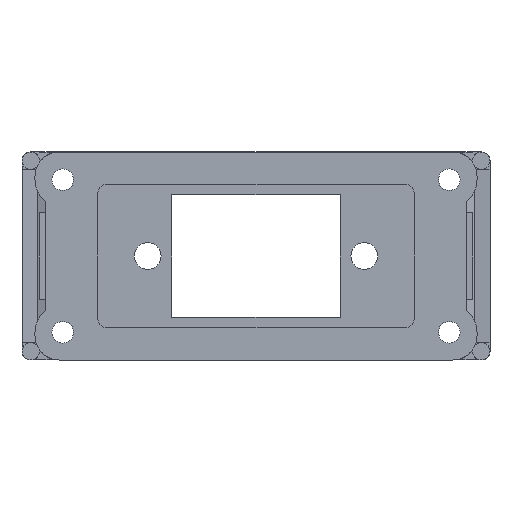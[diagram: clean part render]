
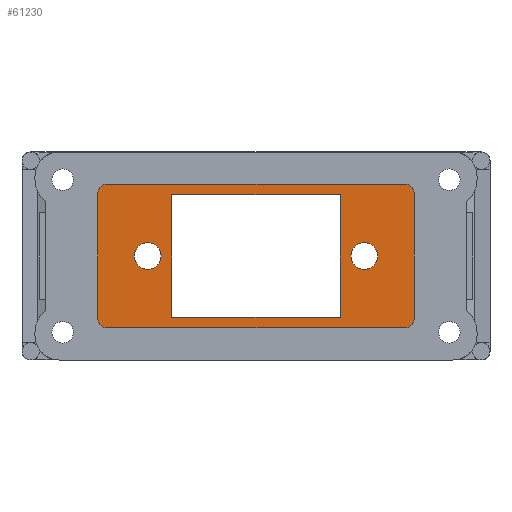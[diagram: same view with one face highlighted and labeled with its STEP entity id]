
A CAD part, front view. The second image highlights one B-rep face of the part: STEP entity #61230.
In plain terms, the highlighted face is planar.
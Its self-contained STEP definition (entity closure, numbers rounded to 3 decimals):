
#12620=CARTESIAN_POINT('',(-216.761,271.399,
0.2));
#12630=VERTEX_POINT('',#12620);
#12810=CARTESIAN_POINT('',(-217.761,272.399,
0.2));
#12820=VERTEX_POINT('',#12810);
#12850=CARTESIAN_POINT('',(-217.761,271.399,
0.2));
#12860=DIRECTION('',(0.,0.,-1.));
#12870=DIRECTION('',(0.,1.,0.));
#12880=AXIS2_PLACEMENT_3D('',#12850,#12860,#12870);
#12890=CIRCLE('',#12880,1.);
#12900=EDGE_CURVE('',#12820,#12630,#12890,.T.);
#15680=CARTESIAN_POINT('',(-226.611,266.659,
0.2));
#15690=VERTEX_POINT('',#15680);
#15720=CARTESIAN_POINT('',(-225.061,266.659,
0.2));
#15730=DIRECTION('',(0.,0.,1.));
#15740=DIRECTION('',(1.,0.,0.));
#15750=AXIS2_PLACEMENT_3D('',#15720,#15730,#15740);
#15760=CIRCLE('',#15750,1.55);
#15770=CARTESIAN_POINT('',(-223.511,266.659,
0.2));
#15780=VERTEX_POINT('',#15770);
#15790=EDGE_CURVE('',#15690,#15780,#15760,.T.);
#27150=CARTESIAN_POINT('',(-233.361,236.919,
0.2));
#27160=VERTEX_POINT('',#27150);
#27340=CARTESIAN_POINT('',(-232.361,235.919,
0.2));
#27350=VERTEX_POINT('',#27340);
#27380=CARTESIAN_POINT('',(-232.361,236.919,
0.2));
#27390=DIRECTION('',(0.,0.,-1.));
#27400=DIRECTION('',(0.,1.,0.));
#27410=AXIS2_PLACEMENT_3D('',#27380,#27390,#27400);
#27420=CIRCLE('',#27410,1.);
#27430=EDGE_CURVE('',#27350,#27160,#27420,.T.);
#40870=CARTESIAN_POINT('',(-218.011,244.459,0.2));
#40880=VERTEX_POINT('',#40870);
#40910=CARTESIAN_POINT('',(-218.011,224.19,0.2));
#40920=DIRECTION('',(0.,1.,0.));
#40930=VECTOR('',#40920,1.);
#40940=LINE('',#40910,#40930);
#40950=CARTESIAN_POINT('',(-218.011,263.859,0.2));
#40960=VERTEX_POINT('',#40950);
#40970=EDGE_CURVE('',#40880,#40960,#40940,.T.);
#43790=CARTESIAN_POINT('',(-232.361,272.399,
0.2));
#43800=VERTEX_POINT('',#43790);
#43980=CARTESIAN_POINT('',(-233.361,271.399,
0.2));
#43990=VERTEX_POINT('',#43980);
#44020=CARTESIAN_POINT('',(-232.361,271.399,
0.2));
#44030=DIRECTION('',(0.,0.,-1.));
#44040=DIRECTION('',(0.,1.,0.));
#44050=AXIS2_PLACEMENT_3D('',#44020,#44030,#44040);
#44060=CIRCLE('',#44050,1.);
#44070=EDGE_CURVE('',#43990,#43800,#44060,.T.);
#47160=CARTESIAN_POINT('',(-217.761,235.919,
0.2));
#47170=VERTEX_POINT('',#47160);
#47200=CARTESIAN_POINT('',(-225.561,235.919,
0.2));
#47210=DIRECTION('',(1.,0.,0.));
#47220=VECTOR('',#47210,1.);
#47230=LINE('',#47200,#47220);
#47240=EDGE_CURVE('',#27350,#47170,#47230,.T.);
#53990=CARTESIAN_POINT('',(-225.561,263.859,0.2));
#54000=DIRECTION('',(1.,0.,0.));
#54010=VECTOR('',#54000,1.);
#54020=LINE('',#53990,#54010);
#54030=CARTESIAN_POINT('',(-232.111,263.859,0.2));
#54040=VERTEX_POINT('',#54030);
#54050=EDGE_CURVE('',#54040,#40960,#54020,.T.);
#60470=CARTESIAN_POINT('',(-231.172,279.174,
0.2));
#60480=DIRECTION('',(0.,0.,1.));
#60490=DIRECTION('',(1.,0.,0.));
#60500=AXIS2_PLACEMENT_3D('',#60470,#60480,#60490);
#60510=PLANE('',#60500);
#60520=CARTESIAN_POINT('',(-232.111,224.19,0.2));
#60530=DIRECTION('',(0.,-1.,0.));
#60540=VECTOR('',#60530,1.);
#60550=LINE('',#60520,#60540);
#60560=CARTESIAN_POINT('',(-232.111,244.459,0.2));
#60570=VERTEX_POINT('',#60560);
#60580=EDGE_CURVE('',#54040,#60570,#60550,.T.);
#60590=ORIENTED_EDGE('',*,*,#60580,.T.);
#60600=ORIENTED_EDGE('',*,*,#54050,.F.);
#60610=ORIENTED_EDGE('',*,*,#40970,.T.);
#60620=CARTESIAN_POINT('',(-225.561,244.459,0.2));
#60630=DIRECTION('',(1.,0.,0.));
#60640=VECTOR('',#60630,1.);
#60650=LINE('',#60620,#60640);
#60660=EDGE_CURVE('',#60570,#40880,#60650,.T.);
#60670=ORIENTED_EDGE('',*,*,#60660,.T.);
#60680=EDGE_LOOP('',(#60670,#60610,#60600,#60590));
#60690=FACE_BOUND('',#60680,.T.);
#60700=CARTESIAN_POINT('',(-216.761,224.19,
0.2));
#60710=DIRECTION('',(0.,1.,0.));
#60720=VECTOR('',#60710,1.);
#60730=LINE('',#60700,#60720);
#60740=CARTESIAN_POINT('',(-216.761,236.919,
0.2));
#60750=VERTEX_POINT('',#60740);
#60760=EDGE_CURVE('',#60750,#12630,#60730,.T.);
#60770=ORIENTED_EDGE('',*,*,#60760,.F.);
#60780=ORIENTED_EDGE('',*,*,#12900,.T.);
#60790=CARTESIAN_POINT('',(-225.561,272.399,0.2));
#60800=DIRECTION('',(-1.,0.,0.));
#60810=VECTOR('',#60800,1.);
#60820=LINE('',#60790,#60810);
#60830=EDGE_CURVE('',#12820,#43800,#60820,.T.);
#60840=ORIENTED_EDGE('',*,*,#60830,.F.);
#60850=ORIENTED_EDGE('',*,*,#44070,.T.);
#60860=CARTESIAN_POINT('',(-233.361,224.19,
0.2));
#60870=DIRECTION('',(0.,-1.,0.));
#60880=VECTOR('',#60870,1.);
#60890=LINE('',#60860,#60880);
#60900=EDGE_CURVE('',#43990,#27160,#60890,.T.);
#60910=ORIENTED_EDGE('',*,*,#60900,.F.);
#60920=ORIENTED_EDGE('',*,*,#27430,.T.);
#60930=ORIENTED_EDGE('',*,*,#47240,.F.);
#60940=CARTESIAN_POINT('',(-217.761,236.919,
0.2));
#60950=DIRECTION('',(0.,0.,-1.));
#60960=DIRECTION('',(0.,1.,0.));
#60970=AXIS2_PLACEMENT_3D('',#60940,#60950,#60960);
#60980=CIRCLE('',#60970,1.);
#60990=EDGE_CURVE('',#60750,#47170,#60980,.T.);
#61000=ORIENTED_EDGE('',*,*,#60990,.T.);
#61010=EDGE_LOOP('',(#61000,#60930,#60920,#60910,#60850,#60840,#60780,
#60770));
#61020=FACE_OUTER_BOUND('',#61010,.T.);
#61030=CARTESIAN_POINT('',(-225.061,241.659,
0.2));
#61040=DIRECTION('',(0.,0.,1.));
#61050=DIRECTION('',(1.,0.,0.));
#61060=AXIS2_PLACEMENT_3D('',#61030,#61040,#61050);
#61070=CIRCLE('',#61060,1.55);
#61080=CARTESIAN_POINT('',(-223.511,241.659,
0.2));
#61090=VERTEX_POINT('',#61080);
#61100=CARTESIAN_POINT('',(-226.611,241.659,
0.2));
#61110=VERTEX_POINT('',#61100);
#61120=EDGE_CURVE('',#61090,#61110,#61070,.T.);
#61130=ORIENTED_EDGE('',*,*,#61120,.T.);
#61140=EDGE_CURVE('',#61110,#61090,#61070,.T.);
#61150=ORIENTED_EDGE('',*,*,#61140,.T.);
#61160=EDGE_LOOP('',(#61150,#61130));
#61170=FACE_BOUND('',#61160,.T.);
#61180=EDGE_CURVE('',#15780,#15690,#15760,.T.);
#61190=ORIENTED_EDGE('',*,*,#61180,.T.);
#61200=ORIENTED_EDGE('',*,*,#15790,.T.);
#61210=EDGE_LOOP('',(#61200,#61190));
#61220=FACE_BOUND('',#61210,.T.);
#61230=ADVANCED_FACE('',(#60690,#61020,#61170,#61220),#60510,.F.);
